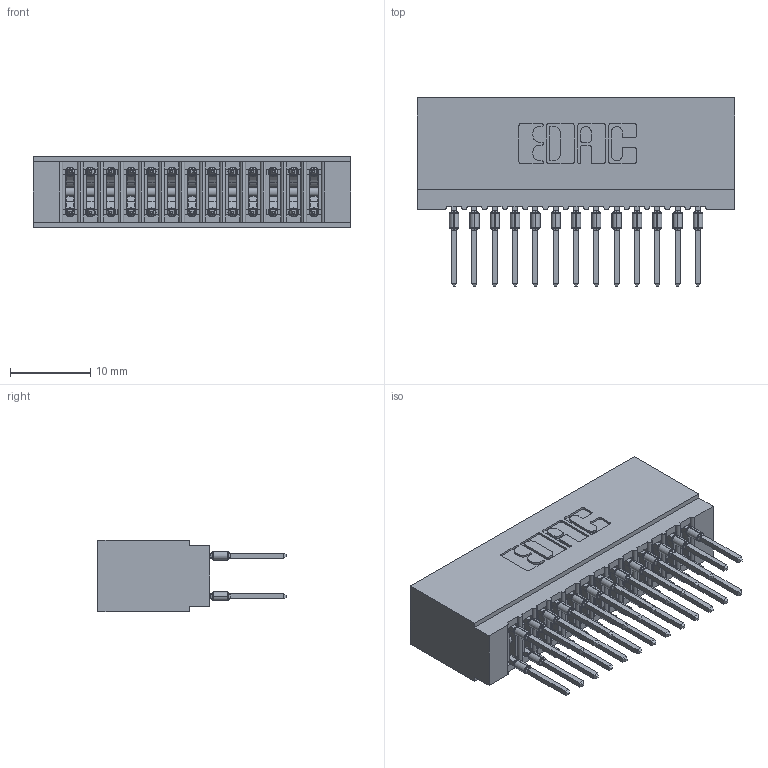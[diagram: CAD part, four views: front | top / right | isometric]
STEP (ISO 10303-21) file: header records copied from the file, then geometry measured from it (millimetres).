
FILE_DESCRIPTION (( 'STEP AP203' ), '1' );
FILE_NAME ('725-026-522-201.STEP', '2026-02-24T17:00:48', ( '' ), ( '' ), 'SwSTEP 2.0', 'SolidWorks 2023', '' );
FILE_SCHEMA (( 'CONFIG_CONTROL_DESIGN' ));
Length unit declared in the file: millimetre
Products named in the file (3): 725-026-522-201; 725 Part_Insulator Option - 01; 745-292-001_522
Assembly tree (27 placements, depth 2):
  725-026-522-201
    725 Part_Insulator Option - 01
    745-292-001_522  x26
Bounding box: 39.62 x 23.51 x 8.89 mm (x, y, z)
Volume: 3315.9 mm3; surface area: 6479.2 mm2
Topology: 27 solids, 27 shells, 2422 faces, 6507 edges, 4094 vertices
Faces by surface type: plane 1251, bspline 520, cylinder 495, torus 156
Entity records: 25809 total; most frequent: CARTESIAN_POINT 4987, ORIENTED_EDGE 4364, DIRECTION 3840, EDGE_CURVE 2182, VECTOR 1922, LINE 1922, VERTEX_POINT 1394, AXIS2_PLACEMENT_3D 959
